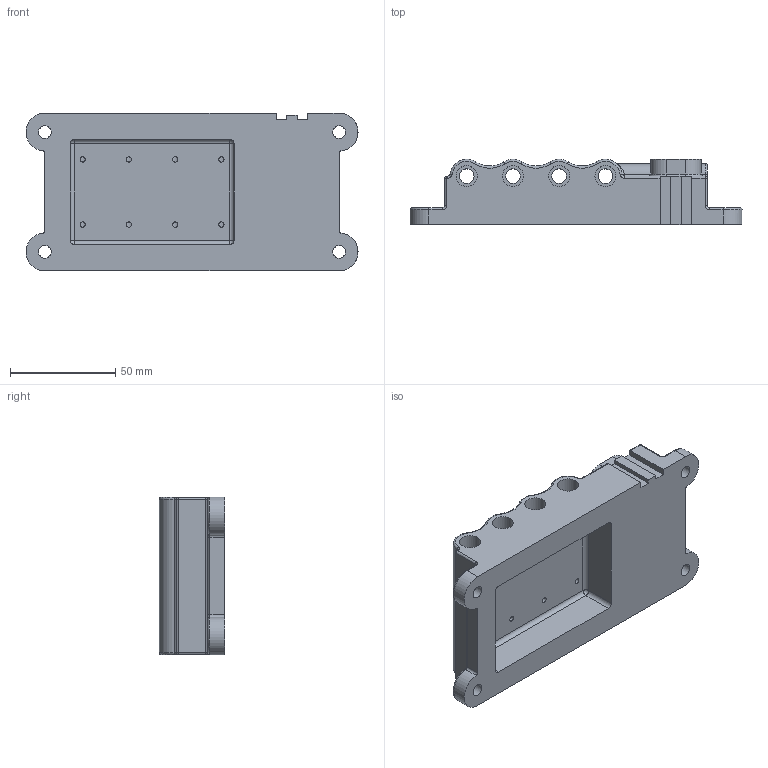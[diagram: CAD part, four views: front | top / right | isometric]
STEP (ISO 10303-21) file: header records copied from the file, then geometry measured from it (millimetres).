
FILE_DESCRIPTION(('HOOPS Exchange Step'),'2;1');
FILE_NAME('NIST_FTC_10_ASME1_RB_SW1802.STP','2020-07-23T10:46:32-04:00',('lipman'),('None'),'HOOPS Exchange 2020.0','SOLIDWORKS MBD','None');
FILE_SCHEMA( ('AP242_MANAGED_MODEL_BASED_3D_ENGINEERING_MIM_LF {1 0 10303 442 1 1 4 }') );
Length unit declared in the file: millimetre
Products named in the file (1): Default
Bounding box: 157.99 x 31 x 75 mm (x, y, z)
Volume: 188320 mm3; surface area: 48537.4 mm2
Topology: 1 solids, 1 shells, 210 faces, 511 edges, 318 vertices
Faces by surface type: cylinder 100, plane 53, torus 38, sphere 10, cone 8, bspline 1
Full cylindrical faces by diameter (mm): 2.459 x6, 2.5 x8, 3.5 x6, 5.5 x2, 6 x4, 7 x4, 10 x12
Entity records: 12729 total; most frequent: COORDINATES_LIST 2218, CARTESIAN_POINT 1726, COMPLEX_TRIANGULATED_SURFACE_SET 1336, DIRECTION 1202, ORIENTED_EDGE 978, TESSELLATED_CURVE_SET 882, AXIS2_PLACEMENT_3D 493, EDGE_CURVE 489
